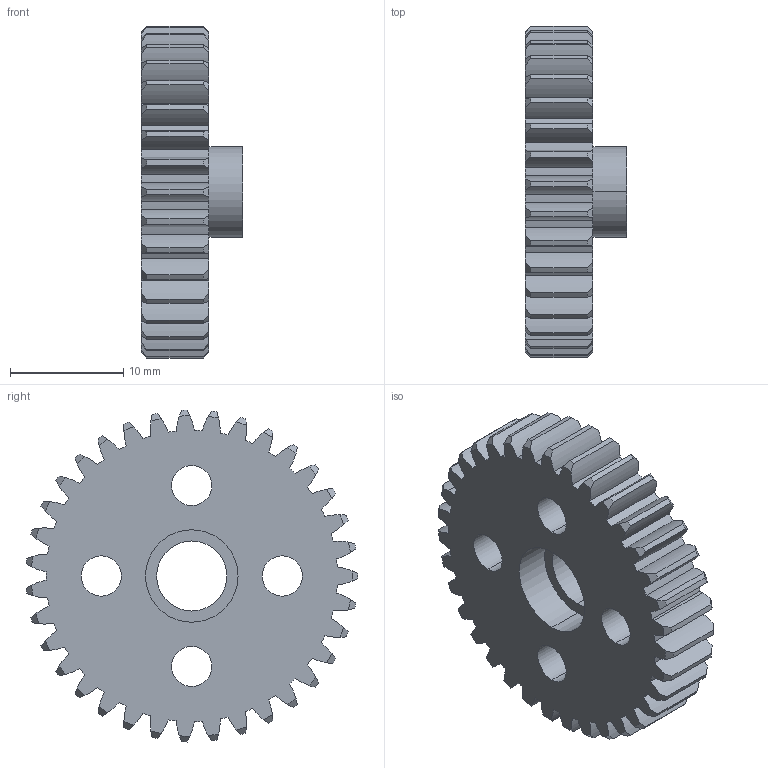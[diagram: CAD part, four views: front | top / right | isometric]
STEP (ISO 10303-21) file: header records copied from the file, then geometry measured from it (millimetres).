
FILE_DESCRIPTION (( 'STEP AP214' ), '1' );
FILE_NAME ('am-3408 35T 32DP Gear 6mm Bore Nub Gear.STEP', '2016-07-21T18:00:43', ( '' ), ( '' ), 'SwSTEP 2.0', 'SolidWorks 2014', '' );
FILE_SCHEMA (( 'AUTOMOTIVE_DESIGN' ));
Length unit declared in the file: inch
Products named in the file (1): am-3408 35T 32DP Gear 6mm Bore Nub Gear
Bounding box: 9 x 29.33 x 29.36 mm (x, y, z)
Volume: 3131 mm3; surface area: 2616.2 mm2
Topology: 1 solids, 1 shells, 232 faces, 684 edges, 456 vertices
Faces by surface type: cylinder 158, cone 70, plane 4
Entity records: 8154 total; most frequent: CARTESIAN_POINT 1799, DIRECTION 1392, ORIENTED_EDGE 1368, EDGE_CURVE 684, AXIS2_PLACEMENT_3D 617, VERTEX_POINT 456, CIRCLE 384, EDGE_LOOP 244
